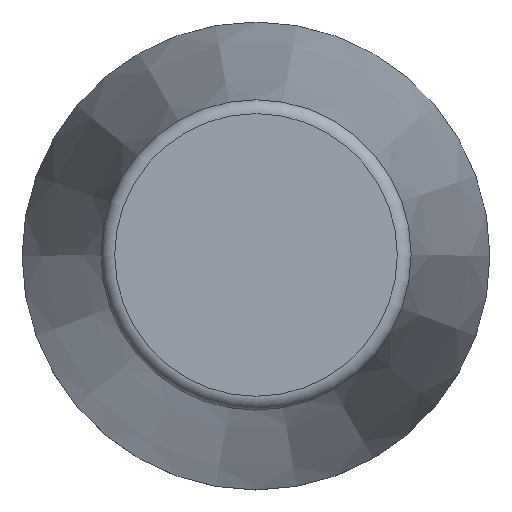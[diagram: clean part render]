
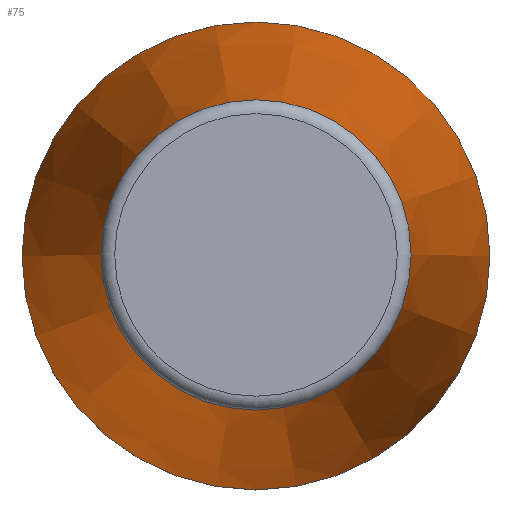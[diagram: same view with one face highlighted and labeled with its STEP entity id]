
A CAD part, top view. The second image highlights one B-rep face of the part: STEP entity #75.
In plain terms, the highlighted conical face has half-angle 8.001 degrees and reference radius 8 mm.
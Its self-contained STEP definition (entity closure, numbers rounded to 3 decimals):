
#49=CONICAL_SURFACE('',#230,8.,8.001);
#60=FACE_BOUND('',#97,.T.);
#61=FACE_BOUND('',#98,.T.);
#75=ADVANCED_FACE('',(#60,#61),#49,.T.);
#97=EDGE_LOOP('',(#117));
#98=EDGE_LOOP('',(#118));
#117=ORIENTED_EDGE('',*,*,#144,.T.);
#118=ORIENTED_EDGE('',*,*,#143,.T.);
#133=VERTEX_POINT('',#323);
#134=VERTEX_POINT('',#326);
#143=EDGE_CURVE('',#133,#133,#153,.T.);
#144=EDGE_CURVE('',#134,#134,#154,.T.);
#153=CIRCLE('',#227,8.5);
#154=CIRCLE('',#229,5.638);
#227=AXIS2_PLACEMENT_3D('',#322,#274,#275);
#229=AXIS2_PLACEMENT_3D('',#325,#278,#279);
#230=AXIS2_PLACEMENT_3D('',#327,#280,#281);
#274=DIRECTION('',(0.,0.,1.));
#275=DIRECTION('',(1.,0.,0.));
#278=DIRECTION('',(0.,0.,-1.));
#279=DIRECTION('',(1.,0.,0.));
#280=DIRECTION('',(0.,0.,-1.));
#281=DIRECTION('',(1.,0.,0.));
#322=CARTESIAN_POINT('',(0.,0.,-20.797));
#323=CARTESIAN_POINT('',(8.5,0.,-20.797));
#325=CARTESIAN_POINT('',(0.,0.,-0.437));
#326=CARTESIAN_POINT('',(5.638,0.,-0.437));
#327=CARTESIAN_POINT('',(0.,0.,-17.24));
